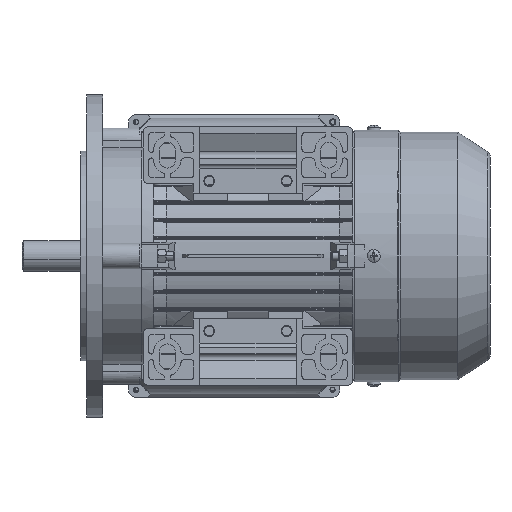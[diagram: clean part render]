
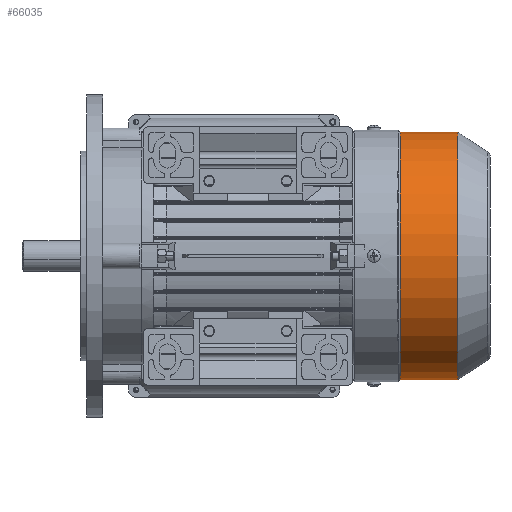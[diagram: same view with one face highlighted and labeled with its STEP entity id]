
A CAD part, front view. The second image highlights one B-rep face of the part: STEP entity #66035.
In plain terms, the highlighted cylindrical face has radius 76.8 mm (diameter 153.6 mm), a partial arc.
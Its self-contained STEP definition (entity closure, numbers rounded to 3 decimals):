
#23327 = AXIS2_PLACEMENT_3D ( 'NONE', #23432, #23431, #23429 ) ;
#23329 = CYLINDRICAL_SURFACE ( 'NONE', #23327, 76.8 ) ;
#23331 = FACE_OUTER_BOUND ( 'NONE', #66036, .T. ) ;
#23333 = DIRECTION ( 'NONE',  ( 0., 0., 1. ) ) ;
#23335 = DIRECTION ( 'NONE',  ( -1., 0., 0. ) ) ;
#23336 = CARTESIAN_POINT ( 'NONE',  ( 64., 0., 0. ) ) ;
#23337 = AXIS2_PLACEMENT_3D ( 'NONE', #23336, #23335, #23333 ) ;
#23338 = CIRCLE ( 'NONE', #23337, 76.8 ) ;
#23423 = DIRECTION ( 'NONE',  ( 0., 0., 1. ) ) ;
#23425 = DIRECTION ( 'NONE',  ( -1., 0., 0. ) ) ;
#23427 = CARTESIAN_POINT ( 'NONE',  ( 28.25, 0., 0. ) ) ;
#23428 = AXIS2_PLACEMENT_3D ( 'NONE', #23427, #23425, #23423 ) ;
#23429 = DIRECTION ( 'NONE',  ( 0., 0., 1. ) ) ;
#23431 = DIRECTION ( 'NONE',  ( -1., 0., 0. ) ) ;
#23432 = CARTESIAN_POINT ( 'NONE',  ( 0., 0., 0. ) ) ;
#23434 = CIRCLE ( 'NONE', #23428, 76.8 ) ;
#64173 = VERTEX_POINT ( 'NONE', #99509 ) ;
#64174 = VERTEX_POINT ( 'NONE', #99508 ) ;
#64176 = EDGE_CURVE ( 'NONE', #64174, #64193, #99507, .T. ) ;
#64179 = EDGE_CURVE ( 'NONE', #64173, #64192, #99503, .T. ) ;
#64192 = VERTEX_POINT ( 'NONE', #99535 ) ;
#64193 = VERTEX_POINT ( 'NONE', #99534 ) ;
#66034 = EDGE_CURVE ( 'NONE', #64174, #64173, #23338, .T. ) ;
#66035 = ADVANCED_FACE ( 'NONE', ( #23331 ), #23329, .T. ) ;
#66036 = EDGE_LOOP ( 'NONE', ( #66037, #66038, #66039, #66040 ) ) ;
#66037 = ORIENTED_EDGE ( 'NONE', *, *, #64176, .F. ) ;
#66038 = ORIENTED_EDGE ( 'NONE', *, *, #66034, .T. ) ;
#66039 = ORIENTED_EDGE ( 'NONE', *, *, #64179, .T. ) ;
#66040 = ORIENTED_EDGE ( 'NONE', *, *, #66041, .F. ) ;
#66041 = EDGE_CURVE ( 'NONE', #64193, #64192, #23434, .T. ) ;
#99500 = DIRECTION ( 'NONE',  ( -1., 0., 0. ) ) ;
#99501 = VECTOR ( 'NONE', #99500, 1000. ) ;
#99502 = CARTESIAN_POINT ( 'NONE',  ( 0., 0., 76.8 ) ) ;
#99503 = LINE ( 'NONE', #99502, #99501 ) ;
#99504 = DIRECTION ( 'NONE',  ( -1., 0., 0. ) ) ;
#99505 = VECTOR ( 'NONE', #99504, 1000. ) ;
#99506 = CARTESIAN_POINT ( 'NONE',  ( 0., 0., -76.8 ) ) ;
#99507 = LINE ( 'NONE', #99506, #99505 ) ;
#99508 = CARTESIAN_POINT ( 'NONE',  ( 64., 0., -76.8 ) ) ;
#99509 = CARTESIAN_POINT ( 'NONE',  ( 64., 0., 76.8 ) ) ;
#99534 = CARTESIAN_POINT ( 'NONE',  ( 28.25, 0., -76.8 ) ) ;
#99535 = CARTESIAN_POINT ( 'NONE',  ( 28.25, 0., 76.8 ) ) ;
